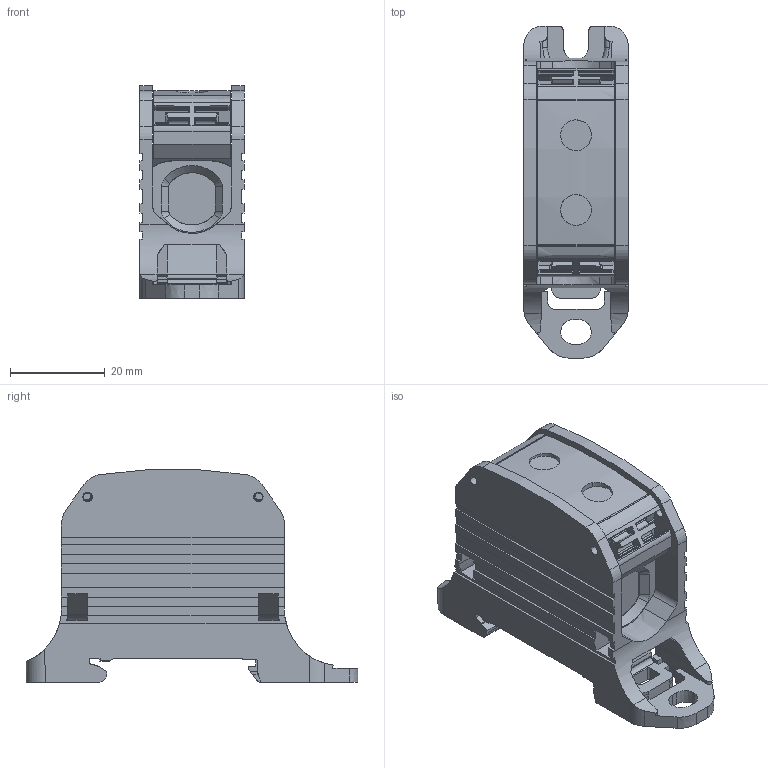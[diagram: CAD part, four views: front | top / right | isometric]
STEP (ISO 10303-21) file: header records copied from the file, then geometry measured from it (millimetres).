
FILE_DESCRIPTION(('CATIA V5 STEP Exchange','CAx-IF Rec.Pracs.--- Model Styling and Organization---1.4--- 2014-01-23'),'2;1');
FILE_NAME ('106226-1_1', '2019-09-24T08:50:53+00:00', ('none'), ('Weidmueller'), 'CATIA Version 5-6 Release 2016 SP3 HF44', 'CATIA V5 STEP AP214', 'none');
FILE_SCHEMA(('AUTOMOTIVE_DESIGN { 1 0 10303 214 1 1 1 1 }'));
Length unit declared in the file: millimetre
Products named in the file (1): 2502540000_WPD_130_1X50-1X50_BL
Bounding box: 22 x 70.01 x 44.87 mm (x, y, z)
Volume: 32682.8 mm3; surface area: 15456.7 mm2
Topology: 2 solids, 2 shells, 779 faces, 2131 edges, 1318 vertices
Faces by surface type: plane 379, cylinder 219, bspline 91, cone 54, sphere 32, extrusion 4
Entity records: 28350 total; most frequent: CARTESIAN_POINT 10790, ORIENTED_EDGE 4190, DIRECTION 2679, EDGE_CURVE 2095, VERTEX_POINT 1318, VECTOR 1301, LINE 1297, AXIS2_PLACEMENT_3D 825
